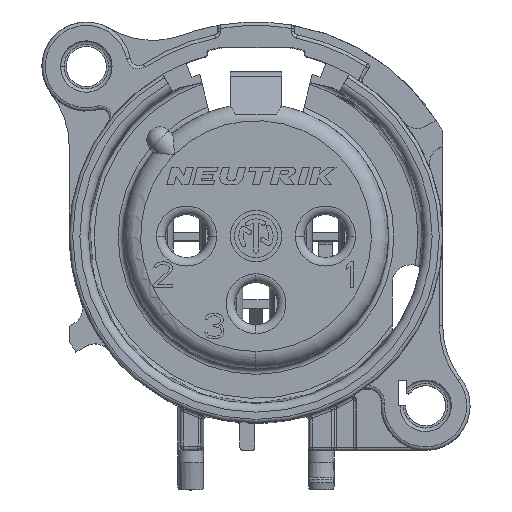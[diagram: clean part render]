
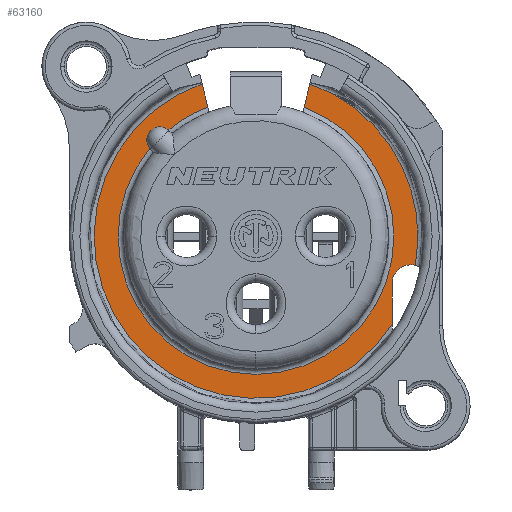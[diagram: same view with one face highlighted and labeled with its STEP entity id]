
A CAD part, top view. The second image highlights one B-rep face of the part: STEP entity #63160.
In plain terms, the highlighted planar face has unit normal (0, 0, 1).
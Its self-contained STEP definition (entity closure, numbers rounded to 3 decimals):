
#242=CARTESIAN_POINT('',(0.,0.,-4.8));
#243=DIRECTION('',(0.,0.,-1.));
#244=DIRECTION('',(-0.638,0.77,0.));
#245=AXIS2_PLACEMENT_3D('',#242,#243,#244);
#291=CARTESIAN_POINT('',(0.,0.,-4.8));
#292=DIRECTION('',(0.,0.,-1.));
#293=DIRECTION('',(0.349,0.937,0.));
#294=AXIS2_PLACEMENT_3D('',#291,#292,#293);
#23650=CARTESIAN_POINT('',(7.94,-5.124,-4.8));
#23678=CARTESIAN_POINT('',(0.,0.,-4.8));
#23679=DIRECTION('',(0.,0.,1.));
#23680=DIRECTION('',(-0.333,0.943,0.));
#23681=AXIS2_PLACEMENT_3D('',#23678,#23679,#23680);
#23695=CARTESIAN_POINT('',(0.,0.,-4.8));
#23696=DIRECTION('',(0.,0.,1.));
#23697=DIRECTION('',(0.984,-0.178,0.));
#23698=AXIS2_PLACEMENT_3D('',#23695,#23696,#23697);
#24136=CARTESIAN_POINT('',(7.94,-2.768,-4.8));
#24137=CARTESIAN_POINT('',(7.94,-2.652,-4.8));
#24138=CARTESIAN_POINT('',(7.973,-2.46,-4.8));
#24139=CARTESIAN_POINT('',(8.101,-2.156,-4.8));
#24140=CARTESIAN_POINT('',(8.342,-1.879,-4.8));
#24141=CARTESIAN_POINT('',(8.666,-1.706,-4.8));
#24142=CARTESIAN_POINT('',(8.992,-1.65,-4.8));
#24143=CARTESIAN_POINT('',(9.185,-1.66,-4.8));
#24144=CARTESIAN_POINT('',(9.298,-1.687,-4.8));
#24164=DIRECTION('',(0.,1.,0.));
#24165=VECTOR('',#24164,2.356);
#24166=CARTESIAN_POINT('',(7.94,-5.124,-4.8));
#24167=LINE('',#24166,#24165);
#24171=DIRECTION('',(0.238,-0.971,0.));
#24172=VECTOR('',#24171,1.408);
#24173=CARTESIAN_POINT('',(-3.147,8.911,-4.8));
#24174=LINE('',#24173,#24172);
#24178=CARTESIAN_POINT('',(-5.621,5.621,-4.8));
#24179=DIRECTION('',(0.,0.,-1.));
#24180=DIRECTION('',(-0.766,-0.643,0.));
#24181=AXIS2_PLACEMENT_3D('',#24178,#24179,#24180);
#24186=DIRECTION('',(0.238,0.971,0.));
#24187=VECTOR('',#24186,1.408);
#24188=CARTESIAN_POINT('',(2.812,7.543,-4.8));
#24189=LINE('',#24188,#24187);
#33354=CARTESIAN_POINT('',(-6.196,5.139,-4.8));
#33355=CARTESIAN_POINT('',(-5.139,6.196,-4.8));
#33356=VERTEX_POINT('',#33354);
#33357=VERTEX_POINT('',#33355);
#34364=CARTESIAN_POINT('',(2.812,7.543,-4.8));
#34365=VERTEX_POINT('',#34364);
#34366=CARTESIAN_POINT('',(-2.812,7.543,-4.8));
#34367=VERTEX_POINT('',#34366);
#34401=CARTESIAN_POINT('',(3.147,8.911,-4.8));
#34402=VERTEX_POINT('',#34401);
#34403=CARTESIAN_POINT('',(-3.147,8.911,-4.8));
#34404=VERTEX_POINT('',#34403);
#34570=VERTEX_POINT('',#23650);
#34578=VERTEX_POINT('',#24136);
#34579=VERTEX_POINT('',#24144);
#63143=CARTESIAN_POINT('',(0.,0.,-4.8));
#63144=DIRECTION('',(0.,0.,1.));
#63145=DIRECTION('',(0.,-1.,0.));
#63146=AXIS2_PLACEMENT_3D('',#63143,#63144,#63145);
#63147=PLANE('',#63146);
#63148=ORIENTED_EDGE('',*,*,#62537,.F.);
#63149=ORIENTED_EDGE('',*,*,#63130,.F.);
#63150=ORIENTED_EDGE('',*,*,#48536,.F.);
#63151=ORIENTED_EDGE('',*,*,#62516,.F.);
#63152=ORIENTED_EDGE('',*,*,#38080,.T.);
#63153=ORIENTED_EDGE('',*,*,#37918,.F.);
#63155=ORIENTED_EDGE('',*,*,#63154,.F.);
#63156=ORIENTED_EDGE('',*,*,#37945,.F.);
#63157=ORIENTED_EDGE('',*,*,#61145,.T.);
#63158=EDGE_LOOP('',(#63148,#63149,#63150,#63151,#63152,#63153,#63155,#63156,
#63157));
#63159=FACE_OUTER_BOUND('',#63158,.F.);
#246=CIRCLE('',#245,8.05);
#295=CIRCLE('',#294,8.05);
#23682=CIRCLE('',#23681,9.45);
#23699=CIRCLE('',#23698,9.45);
#24145=B_SPLINE_CURVE_WITH_KNOTS('',3,(#24136,#24137,#24138,#24139,#24140,
#24141,#24142,#24143,#24144),.UNSPECIFIED.,.F.,.F.,(4,1,1,1,1,1,4),(0.,
0.125,0.25,0.5,0.75,0.875,1.),.UNSPECIFIED.);
#24182=CIRCLE('',#24181,0.75);
#37918=EDGE_CURVE('',#33357,#34367,#246,.T.);
#37945=EDGE_CURVE('',#34365,#33356,#295,.T.);
#38080=EDGE_CURVE('',#34404,#34367,#24174,.T.);
#48536=EDGE_CURVE('',#34570,#34578,#24167,.T.);
#61145=EDGE_CURVE('',#34365,#34402,#24189,.T.);
#62516=EDGE_CURVE('',#34404,#34570,#23682,.T.);
#62537=EDGE_CURVE('',#34579,#34402,#23699,.T.);
#63130=EDGE_CURVE('',#34578,#34579,#24145,.T.);
#63154=EDGE_CURVE('',#33356,#33357,#24182,.T.);
#63160=ADVANCED_FACE('',(#63159),#63147,.T.);
